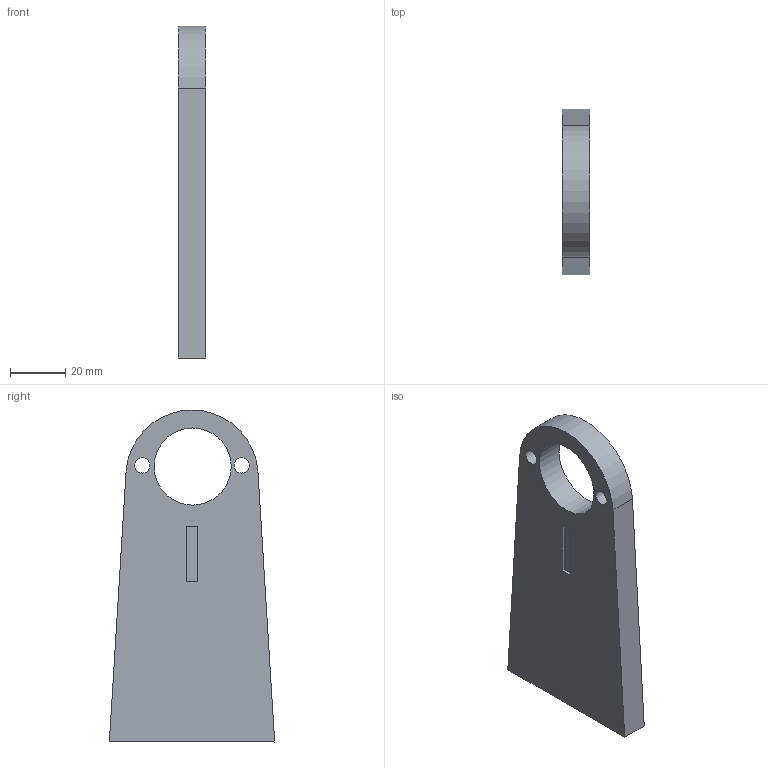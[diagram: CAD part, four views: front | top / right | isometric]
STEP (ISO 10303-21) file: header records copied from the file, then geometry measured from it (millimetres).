
FILE_DESCRIPTION(('FreeCAD Model'),'2;1');
FILE_NAME('large_plateform_side1.step','2021-02-05T11:43:59',( 'Author'),(''),'Open CASCADE STEP processor 7.3','FreeCAD','Unknown' );
FILE_SCHEMA(('AUTOMOTIVE_DESIGN { 1 0 10303 214 1 1 1 1 }'));
Length unit declared in the file: millimetre
Products named in the file (1): Body
Bounding box: 10 x 60 x 120.52 mm (x, y, z)
Volume: 53364 mm3; surface area: 16292.6 mm2
Topology: 1 solids, 1 shells, 18 faces, 43 edges, 28 vertices
Faces by surface type: plane 10, cylinder 6, cone 2
Full cylindrical faces by diameter (mm): 5.5 x4, 28 x1
Entity records: 546 total; most frequent: DIRECTION 91, CARTESIAN_POINT 88, ORIENTED_EDGE 82, EDGE_CURVE 41, AXIS2_PLACEMENT_3D 31, LINE 29, VECTOR 29, VERTEX_POINT 28
